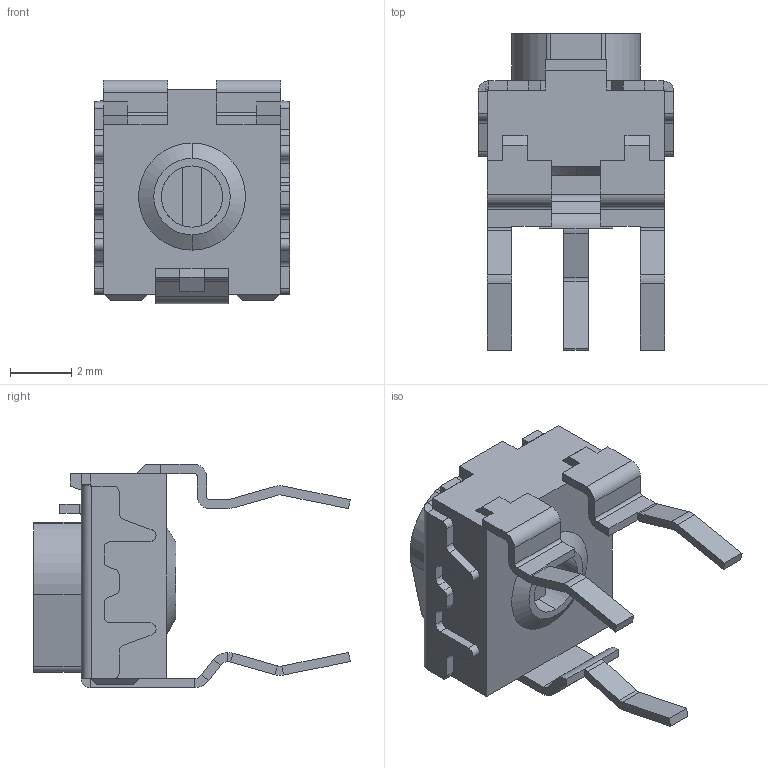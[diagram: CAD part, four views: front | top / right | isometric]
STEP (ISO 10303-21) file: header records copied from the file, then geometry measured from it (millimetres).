
FILE_DESCRIPTION (( 'STEP AP214' ), '1' );
FILE_NAME ('EVN-D8AA03B14.STEP', '2023-01-25T20:21:07', ( '' ), ( '' ), 'SwSTEP 2.0', 'SolidWorks 2021', '' );
FILE_SCHEMA (( 'AUTOMOTIVE_DESIGN' ));
Length unit declared in the file: millimetre
Products named in the file (1): EVN-D8AA03B14
Bounding box: 6.4 x 10.35 x 7.3 mm (x, y, z)
Volume: 145.4 mm3; surface area: 406.5 mm2
Topology: 5 solids, 5 shells, 268 faces, 695 edges, 441 vertices
Faces by surface type: plane 182, cylinder 77, cone 7, bspline 2
Entity records: 8236 total; most frequent: CARTESIAN_POINT 1511, ORIENTED_EDGE 1390, DIRECTION 1384, EDGE_CURVE 695, LINE 508, VECTOR 508, VERTEX_POINT 441, AXIS2_PLACEMENT_3D 438
